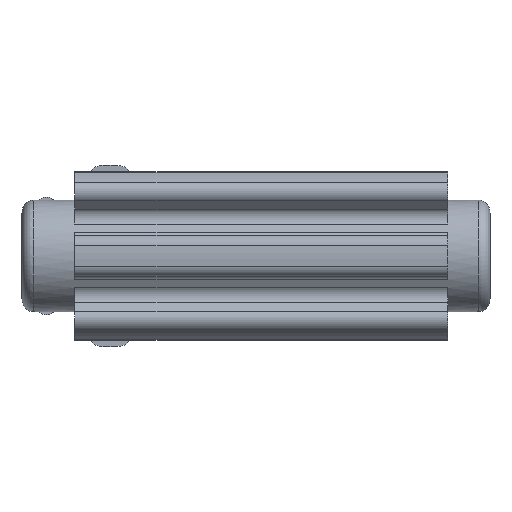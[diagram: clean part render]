
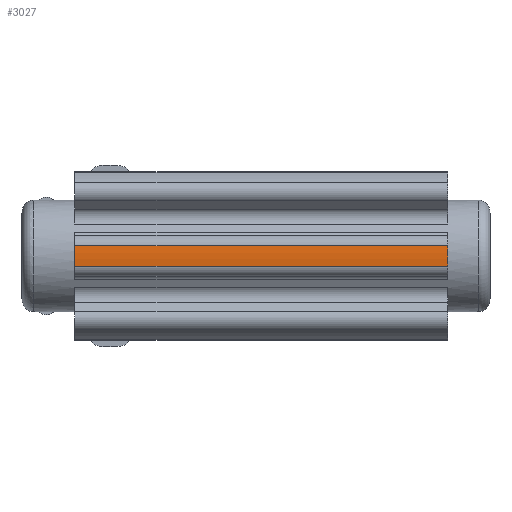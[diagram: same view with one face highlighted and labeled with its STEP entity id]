
A CAD part, front view. The second image highlights one B-rep face of the part: STEP entity #3027.
In plain terms, the highlighted cylindrical face has radius 3.875 mm (diameter 7.75 mm), a partial arc.
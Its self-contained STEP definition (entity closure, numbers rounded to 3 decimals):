
#11 = VERTEX_POINT ( 'NONE', #5250 ) ;
#153 = DIRECTION ( 'NONE',  ( 0., 0., -1. ) ) ;
#276 = ORIENTED_EDGE ( 'NONE', *, *, #1919, .T. ) ;
#381 = CARTESIAN_POINT ( 'NONE',  ( 14.4, -3.85, -0.437 ) ) ;
#651 = CARTESIAN_POINT ( 'NONE',  ( 14.4, -3.85, 0.437 ) ) ;
#757 = EDGE_CURVE ( 'NONE', #11, #3229, #3106, .T. ) ;
#773 = CARTESIAN_POINT ( 'NONE',  ( -1.5, -3.85, 0.437 ) ) ;
#989 = CARTESIAN_POINT ( 'NONE',  ( -1.5, 0., 0. ) ) ;
#990 = DIRECTION ( 'NONE',  ( 1., 0., 0. ) ) ;
#1188 = EDGE_CURVE ( 'NONE', #1970, #3229, #4054, .T. ) ;
#1232 = DIRECTION ( 'NONE',  ( -1., 0., 0. ) ) ;
#1360 = AXIS2_PLACEMENT_3D ( 'NONE', #2663, #990, #2276 ) ;
#1411 = VERTEX_POINT ( 'NONE', #5551 ) ;
#1826 = CYLINDRICAL_SURFACE ( 'NONE', #5150, 3.875 ) ;
#1843 = DIRECTION ( 'NONE',  ( 1., 0., 0. ) ) ;
#1863 = DIRECTION ( 'NONE',  ( 1., 0., 0. ) ) ;
#1919 = EDGE_CURVE ( 'NONE', #1411, #11, #3784, .T. ) ;
#1970 = VERTEX_POINT ( 'NONE', #651 ) ;
#2276 = DIRECTION ( 'NONE',  ( 0., 0., -1. ) ) ;
#2635 = DIRECTION ( 'NONE',  ( 1., 0., 0. ) ) ;
#2663 = CARTESIAN_POINT ( 'NONE',  ( -1.5, 0., 0. ) ) ;
#2876 = VECTOR ( 'NONE', #1843, 1000. ) ;
#3027 = ADVANCED_FACE ( 'NONE', ( #3091 ), #1826, .T. ) ;
#3091 = FACE_OUTER_BOUND ( 'NONE', #4962, .T. ) ;
#3106 = LINE ( 'NONE', #4840, #2876 ) ;
#3126 = CARTESIAN_POINT ( 'NONE',  ( 14.4, 0., 0. ) ) ;
#3229 = VERTEX_POINT ( 'NONE', #381 ) ;
#3254 = ORIENTED_EDGE ( 'NONE', *, *, #1188, .F. ) ;
#3569 = DIRECTION ( 'NONE',  ( 0., 0., -1. ) ) ;
#3724 = LINE ( 'NONE', #773, #4023 ) ;
#3754 = ORIENTED_EDGE ( 'NONE', *, *, #757, .T. ) ;
#3784 = CIRCLE ( 'NONE', #1360, 3.875 ) ;
#3965 = AXIS2_PLACEMENT_3D ( 'NONE', #3126, #1863, #153 ) ;
#3976 = ORIENTED_EDGE ( 'NONE', *, *, #4749, .T. ) ;
#4023 = VECTOR ( 'NONE', #1232, 1000. ) ;
#4054 = CIRCLE ( 'NONE', #3965, 3.875 ) ;
#4749 = EDGE_CURVE ( 'NONE', #1970, #1411, #3724, .T. ) ;
#4840 = CARTESIAN_POINT ( 'NONE',  ( -1.5, -3.85, -0.437 ) ) ;
#4962 = EDGE_LOOP ( 'NONE', ( #276, #3754, #3254, #3976 ) ) ;
#5150 = AXIS2_PLACEMENT_3D ( 'NONE', #989, #2635, #3569 ) ;
#5250 = CARTESIAN_POINT ( 'NONE',  ( -1.5, -3.85, -0.437 ) ) ;
#5551 = CARTESIAN_POINT ( 'NONE',  ( -1.5, -3.85, 0.437 ) ) ;
